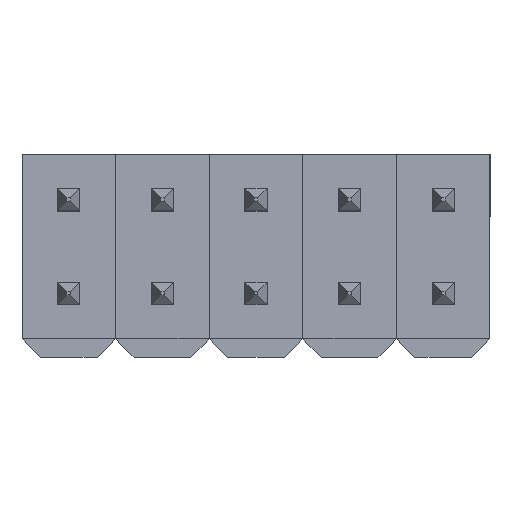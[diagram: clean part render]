
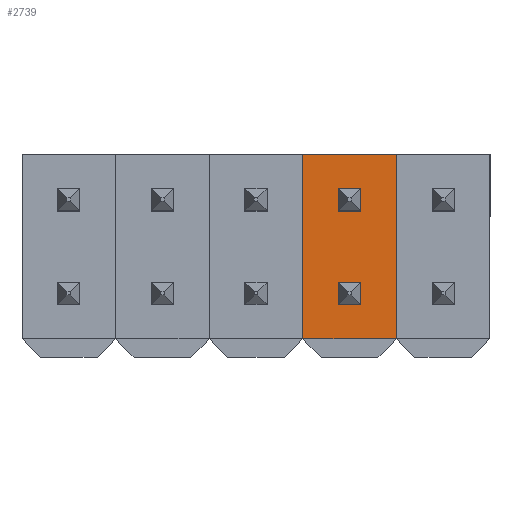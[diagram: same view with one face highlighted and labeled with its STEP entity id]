
A CAD part, top view. The second image highlights one B-rep face of the part: STEP entity #2739.
In plain terms, the highlighted planar face has unit normal (0, 0, 1).
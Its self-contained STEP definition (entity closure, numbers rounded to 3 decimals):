
#2454=CARTESIAN_POINT('',(1.27,2.5,1.7));
#2455=VERTEX_POINT('',#2454);
#2462=CARTESIAN_POINT('',(3.81,2.5,1.7));
#2463=VERTEX_POINT('',#2462);
#2464=CARTESIAN_POINT('',(3.81,2.5,1.7));
#2465=DIRECTION('',(-1.0,0.0,0.0));
#2466=VECTOR('',#2465,2.54);
#2467=LINE('',#2464,#2466);
#2468=EDGE_CURVE('',#2463,#2455,#2467,.T.);
#2567=CARTESIAN_POINT('',(3.81,-2.5,1.7));
#2568=VERTEX_POINT('',#2567);
#2569=CARTESIAN_POINT('',(3.81,-2.5,1.7));
#2570=DIRECTION('',(0.0,1.0,0.0));
#2571=VECTOR('',#2570,5.);
#2572=LINE('',#2569,#2571);
#2573=EDGE_CURVE('',#2568,#2463,#2572,.T.);
#2639=CARTESIAN_POINT('',(1.27,-2.5,1.7));
#2640=VERTEX_POINT('',#2639);
#2641=CARTESIAN_POINT('',(1.27,-2.5,1.7));
#2642=DIRECTION('',(1.0,0.0,0.0));
#2643=VECTOR('',#2642,2.54);
#2644=LINE('',#2641,#2643);
#2645=EDGE_CURVE('',#2640,#2568,#2644,.T.);
#2723=CARTESIAN_POINT('',(2.54,0.,1.7));
#2724=DIRECTION('',(0.0,0.0,-1.0));
#2725=DIRECTION('',(-1.0,0.0,0.0));
#2726=AXIS2_PLACEMENT_3D('',#2723,#2724,#2725);
#2727=PLANE('',#2726);
#2728=ORIENTED_EDGE('',*,*,#2468,.T.);
#2729=CARTESIAN_POINT('',(1.27,2.5,1.7));
#2730=DIRECTION('',(0.0,-1.0,0.0));
#2731=VECTOR('',#2730,5.0);
#2732=LINE('',#2729,#2731);
#2733=EDGE_CURVE('',#2455,#2640,#2732,.T.);
#2734=ORIENTED_EDGE('',*,*,#2733,.T.);
#2735=ORIENTED_EDGE('',*,*,#2645,.T.);
#2736=ORIENTED_EDGE('',*,*,#2573,.T.);
#2737=EDGE_LOOP('',(#2728,#2734,#2735,#2736));
#2738=FACE_OUTER_BOUND('',#2737,.T.);
#2739=ADVANCED_FACE('',(#2738),#2727,.F.);
